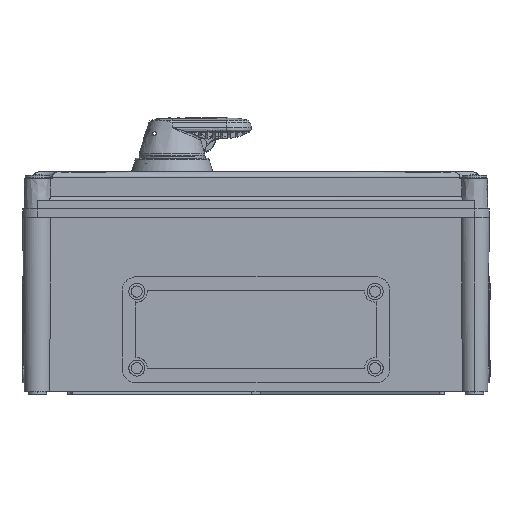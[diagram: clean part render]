
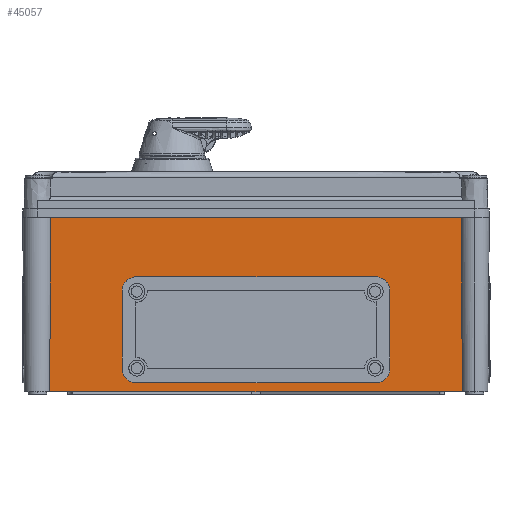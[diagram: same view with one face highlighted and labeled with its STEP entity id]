
A CAD part, front view. The second image highlights one B-rep face of the part: STEP entity #45057.
In plain terms, the highlighted free-form (B-spline) face has degree [1, 1] with [2, 2] control points.
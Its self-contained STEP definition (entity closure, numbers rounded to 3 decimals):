
#37655=CARTESIAN_POINT('V943',(113.947,
   -285.134,183.9));
#37656=VERTEX_POINT('V943',#37655);
#37657=CARTESIAN_POINT('V946',(125.947,
   -285.029,171.9));
#37658=VERTEX_POINT('V946',#37657);
#37659=CARTESIAN_POINT('E1353',(113.947,
   -285.134,183.9));
#37660=CARTESIAN_POINT('E1353',(125.947,
   -285.134,183.9));
#37661=CARTESIAN_POINT('E1353',(125.947,
   -285.029,171.9));
#37669=(BOUNDED_CURVE()B_SPLINE_CURVE(2,(#37659,#37660,#37661),
   .ELLIPTIC_ARC.,.F.,.U.)CURVE()GEOMETRIC_REPRESENTATION_ITEM()
   QUASI_UNIFORM_CURVE()RATIONAL_B_SPLINE_CURVE((1.0,
   0.707,1.0))REPRESENTATION_ITEM('E1353'));
#37670=EDGE_CURVE('E1353',#37656,#37658,#37669,.T.);
#37709=CARTESIAN_POINT('V951',(125.947,
   -284.488,109.9));
#37710=VERTEX_POINT('V951',#37709);
#37716=CARTESIAN_POINT('E1358',(125.947,
   -285.029,171.9));
#37717=CARTESIAN_POINT('E1358',(125.947,
   -284.488,109.9));
#37718=QUASI_UNIFORM_CURVE('E1358',1,(#37716,#37717),.POLYLINE_FORM.,
   .F.,.U.);
#37719=EDGE_CURVE('E1358',#37658,#37710,#37718,.T.);
#37756=CARTESIAN_POINT('V952',(113.947,
   -284.384,97.9));
#37757=VERTEX_POINT('V952',#37756);
#37758=CARTESIAN_POINT('E1362',(125.947,
   -284.488,109.9));
#37759=CARTESIAN_POINT('E1362',(125.947,
   -284.384,97.9));
#37760=CARTESIAN_POINT('E1362',(113.947,
   -284.384,97.9));
#37768=(BOUNDED_CURVE()B_SPLINE_CURVE(2,(#37758,#37759,#37760),
   .ELLIPTIC_ARC.,.F.,.U.)CURVE()GEOMETRIC_REPRESENTATION_ITEM()
   QUASI_UNIFORM_CURVE()RATIONAL_B_SPLINE_CURVE((1.0,
   0.707,1.0))REPRESENTATION_ITEM('E1362'));
#37769=EDGE_CURVE('E1362',#37710,#37757,#37768,.T.);
#37802=CARTESIAN_POINT('V955',(-79.053,
   -284.384,97.9));
#37803=VERTEX_POINT('V955',#37802);
#37809=CARTESIAN_POINT('E1364',(113.947,
   -284.384,97.9));
#37810=CARTESIAN_POINT('E1364',(-79.053,
   -284.384,97.9));
#37811=QUASI_UNIFORM_CURVE('E1364',1,(#37809,#37810),.POLYLINE_FORM.,
   .F.,.U.);
#37812=EDGE_CURVE('E1364',#37757,#37803,#37811,.T.);
#37910=CARTESIAN_POINT('V942',(-79.053,
   -285.134,183.9));
#37911=VERTEX_POINT('V942',#37910);
#37912=CARTESIAN_POINT('E1347',(-79.053,
   -285.134,183.9));
#37913=CARTESIAN_POINT('E1347',(113.947,
   -285.134,183.9));
#37914=QUASI_UNIFORM_CURVE('E1347',1,(#37912,#37913),.POLYLINE_FORM.,
   .F.,.U.);
#37915=EDGE_CURVE('E1347',#37911,#37656,#37914,.T.);
#37953=CARTESIAN_POINT('V949',(-91.053,
   -285.029,171.9));
#37954=VERTEX_POINT('V949',#37953);
#37955=CARTESIAN_POINT('E1356',(-91.053,
   -285.029,171.9));
#37956=CARTESIAN_POINT('E1356',(-91.053,
   -285.134,183.9));
#37957=CARTESIAN_POINT('E1356',(-79.053,
   -285.134,183.9));
#37965=(BOUNDED_CURVE()B_SPLINE_CURVE(2,(#37955,#37956,#37957),
   .ELLIPTIC_ARC.,.F.,.U.)CURVE()GEOMETRIC_REPRESENTATION_ITEM()
   QUASI_UNIFORM_CURVE()RATIONAL_B_SPLINE_CURVE((1.0,
   0.707,1.0))REPRESENTATION_ITEM('E1356'));
#37966=EDGE_CURVE('E1356',#37954,#37911,#37965,.T.);
#37984=CARTESIAN_POINT('V956',(-91.053,
   -284.488,109.9));
#37985=VERTEX_POINT('V956',#37984);
#37986=CARTESIAN_POINT('E1369',(-91.053,
   -284.488,109.9));
#37987=CARTESIAN_POINT('E1369',(-91.053,
   -285.029,171.9));
#37988=QUASI_UNIFORM_CURVE('E1369',1,(#37986,#37987),.POLYLINE_FORM.,
   .F.,.U.);
#37989=EDGE_CURVE('E1369',#37985,#37954,#37988,.T.);
#38026=CARTESIAN_POINT('E1368',(-79.053,
   -284.384,97.9));
#38027=CARTESIAN_POINT('E1368',(-91.053,
   -284.384,97.9));
#38028=CARTESIAN_POINT('E1368',(-91.053,
   -284.488,109.9));
#38036=(BOUNDED_CURVE()B_SPLINE_CURVE(2,(#38026,#38027,#38028),
   .ELLIPTIC_ARC.,.F.,.U.)CURVE()GEOMETRIC_REPRESENTATION_ITEM()
   QUASI_UNIFORM_CURVE()RATIONAL_B_SPLINE_CURVE((1.0,
   0.707,1.0))REPRESENTATION_ITEM('E1368'));
#38037=EDGE_CURVE('E1368',#37803,#37985,#38036,.T.);
#44970=CARTESIAN_POINT('V1154',(183.715,
   -285.551,231.7));
#44971=VERTEX_POINT('V1154',#44970);
#44985=CARTESIAN_POINT('V506',(184.513,
   -284.322,90.9));
#44986=VERTEX_POINT('V506',#44985);
#44987=CARTESIAN_POINT('E1734',(184.513,
   -284.322,90.9));
#44988=CARTESIAN_POINT('E1734',(184.469,
   -284.388,98.389));
#44989=CARTESIAN_POINT('E1734',(184.425,
   -284.453,105.878));
#44990=CARTESIAN_POINT('E1734',(184.198,
   -284.794,144.923));
#44991=CARTESIAN_POINT('E1734',(184.02,
   -285.069,176.478));
#44992=CARTESIAN_POINT('E1734',(183.802,
   -285.413,215.922));
#44993=CARTESIAN_POINT('E1734',(183.759,
   -285.482,223.811));
#44994=CARTESIAN_POINT('E1734',(183.715,
   -285.551,231.7));
#44995=B_SPLINE_CURVE_WITH_KNOTS('E1734',3,(#44987,#44988,#44989,
   #44990,#44991,#44992,#44993,#44994),.UNSPECIFIED.,.F.,.U.,(4,2,2,
   4),(0.0,0.022,0.117,0.141),
   .UNSPECIFIED.);
#44996=EDGE_CURVE('E1734',#44986,#44971,#44995,.T.);
#45014=CARTESIAN_POINT('F604',(-151.625,
   -285.551,231.7));
#45015=CARTESIAN_POINT('F604',(-151.625,
   -284.322,90.9));
#45016=CARTESIAN_POINT('F604',(186.518,
   -285.551,231.7));
#45017=CARTESIAN_POINT('F604',(186.518,
   -284.322,90.9));
#45018=B_SPLINE_SURFACE_WITH_KNOTS('F604',1,1,((#45014,#45016),(
   #45015,#45017)),.PLANE_SURF.,.F.,.F.,.U.,(2,2),(2,2),(0.0,1.0),
   (0.0,2.401),.UNSPECIFIED.);
#45019=CARTESIAN_POINT('V1155',(-148.822,
   -285.551,231.7));
#45020=VERTEX_POINT('V1155',#45019);
#45021=CARTESIAN_POINT('E1671',(183.715,
   -285.551,231.7));
#45022=CARTESIAN_POINT('E1671',(-148.822,
   -285.551,231.7));
#45023=B_SPLINE_CURVE_WITH_KNOTS('E1671',1,(#45021,#45022),
   .POLYLINE_FORM.,.F.,.U.,(2,2),(0.02,
   2.382),.UNSPECIFIED.);
#45024=EDGE_CURVE('E1671',#44971,#45020,#45023,.T.);
#45025=ORIENTED_EDGE('E1671',*,*,#45024,.T.);
#45026=CARTESIAN_POINT('V505',(-149.62,
   -284.322,90.9));
#45027=VERTEX_POINT('V505',#45026);
#45028=CARTESIAN_POINT('E1724',(-148.822,
   -285.551,231.7));
#45029=CARTESIAN_POINT('E1724',(-148.885,
   -285.45,220.151));
#45030=CARTESIAN_POINT('E1724',(-148.949,
   -285.35,208.601));
#45031=CARTESIAN_POINT('E1724',(-149.17,
   -285.002,168.745));
#45032=CARTESIAN_POINT('E1724',(-149.331,
   -284.755,140.438));
#45033=CARTESIAN_POINT('E1724',(-149.537,
   -284.446,105.054));
#45034=CARTESIAN_POINT('E1724',(-149.578,
   -284.384,97.977));
#45035=CARTESIAN_POINT('E1724',(-149.62,
   -284.322,90.9));
#45036=B_SPLINE_CURVE_WITH_KNOTS('E1724',3,(#45028,#45029,#45030,
   #45031,#45032,#45033,#45034,#45035),.UNSPECIFIED.,.F.,.U.,(4,2,2,
   4),(0.0,0.035,0.12,0.141),
   .UNSPECIFIED.);
#45037=EDGE_CURVE('E1724',#45020,#45027,#45036,.T.);
#45038=ORIENTED_EDGE('E1724',*,*,#45037,.T.);
#45039=CARTESIAN_POINT('E744',(-149.62,
   -284.322,90.9));
#45040=CARTESIAN_POINT('E744',(184.513,
   -284.322,90.9));
#45041=B_SPLINE_CURVE_WITH_KNOTS('E744',1,(#45039,#45040),
   .POLYLINE_FORM.,.F.,.U.,(2,2),(0.014,
   2.387),.UNSPECIFIED.);
#45042=EDGE_CURVE('E744',#45027,#44986,#45041,.T.);
#45043=ORIENTED_EDGE('E744',*,*,#45042,.T.);
#45044=ORIENTED_EDGE('E1734',*,*,#44996,.T.);
#45045=EDGE_LOOP('F604',(#45025,#45038,#45043,#45044));
#45046=FACE_OUTER_BOUND('F604',#45045,.T.);
#45047=ORIENTED_EDGE('E1368',*,*,#38037,.T.);
#45048=ORIENTED_EDGE('E1369',*,*,#37989,.T.);
#45049=ORIENTED_EDGE('E1356',*,*,#37966,.T.);
#45050=ORIENTED_EDGE('E1347',*,*,#37915,.T.);
#45051=ORIENTED_EDGE('E1353',*,*,#37670,.T.);
#45052=ORIENTED_EDGE('E1358',*,*,#37719,.T.);
#45053=ORIENTED_EDGE('E1362',*,*,#37769,.T.);
#45054=ORIENTED_EDGE('E1364',*,*,#37812,.T.);
#45055=EDGE_LOOP('F604',(#45047,#45048,#45049,#45050,#45051,#45052,
   #45053,#45054));
#45056=FACE_BOUND('F604',#45055,.T.);
#45057=ADVANCED_FACE('F604',(#45046,#45056),#45018,.T.);
